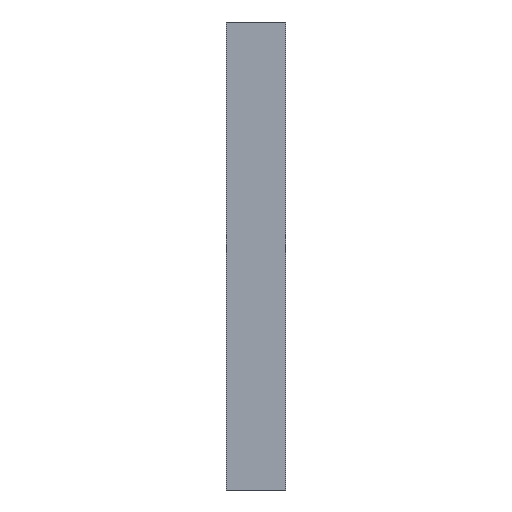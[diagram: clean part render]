
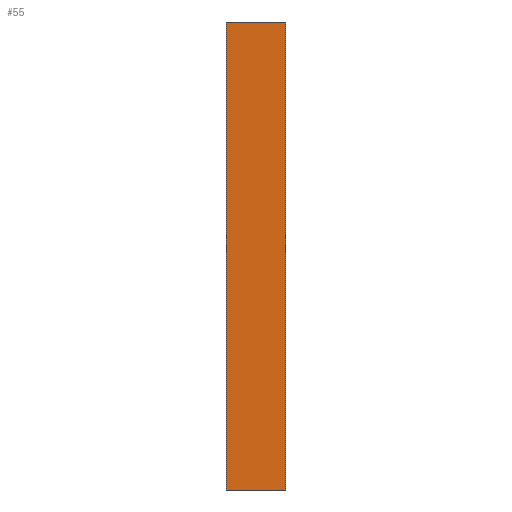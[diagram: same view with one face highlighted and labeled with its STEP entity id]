
A CAD part, front view. The second image highlights one B-rep face of the part: STEP entity #55.
In plain terms, the highlighted planar face has unit normal (0, -1, 0).
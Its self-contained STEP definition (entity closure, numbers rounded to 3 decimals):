
#55=ADVANCED_FACE('',(#67),#68,.F.);
#67=FACE_OUTER_BOUND('',#80,.T.);
#68=PLANE('',#81);
#80=EDGE_LOOP('',(#113,#114,#115,#116));
#81=AXIS2_PLACEMENT_3D('',#117,#118,#119);
#113=ORIENTED_EDGE('',*,*,#139,.T.);
#114=ORIENTED_EDGE('',*,*,#137,.F.);
#115=ORIENTED_EDGE('',*,*,#138,.F.);
#116=ORIENTED_EDGE('',*,*,#133,.F.);
#117=CARTESIAN_POINT('',(0.0,270.0,-0.009));
#118=DIRECTION('',(0.,1.0,0.0));
#119=DIRECTION('',(0.0,0.0,-1.0));
#133=EDGE_CURVE('',#148,#150,#151,.T.);
#137=EDGE_CURVE('',#155,#153,#157,.T.);
#138=EDGE_CURVE('',#150,#155,#158,.T.);
#139=EDGE_CURVE('',#148,#153,#159,.T.);
#148=VERTEX_POINT('',#172);
#150=VERTEX_POINT('',#175);
#151=LINE('',#176,#177);
#153=VERTEX_POINT('',#180);
#155=VERTEX_POINT('',#183);
#157=LINE('',#186,#187);
#158=LINE('',#188,#189);
#159=LINE('',#190,#191);
#172=CARTESIAN_POINT('',(-20.0,270.0,157.991));
#175=CARTESIAN_POINT('',(20.0,270.0,157.991));
#176=CARTESIAN_POINT('',(0.0,270.0,157.991));
#177=VECTOR('',#197,1.0);
#180=CARTESIAN_POINT('',(-20.0,270.0,-158.009));
#183=CARTESIAN_POINT('',(20.0,270.0,-158.009));
#186=CARTESIAN_POINT('',(0.0,270.0,-158.009));
#187=VECTOR('',#201,1.0);
#188=CARTESIAN_POINT('',(20.0,270.0,-0.009));
#189=VECTOR('',#202,1.);
#190=CARTESIAN_POINT('',(-20.0,270.0,-0.009));
#191=VECTOR('',#203,1.);
#197=DIRECTION('',(1.0,0.,0.0));
#201=DIRECTION('',(-1.0,0.,0.0));
#202=DIRECTION('',(0.0,0.0,-1.0));
#203=DIRECTION('',(0.0,0.0,-1.0));
